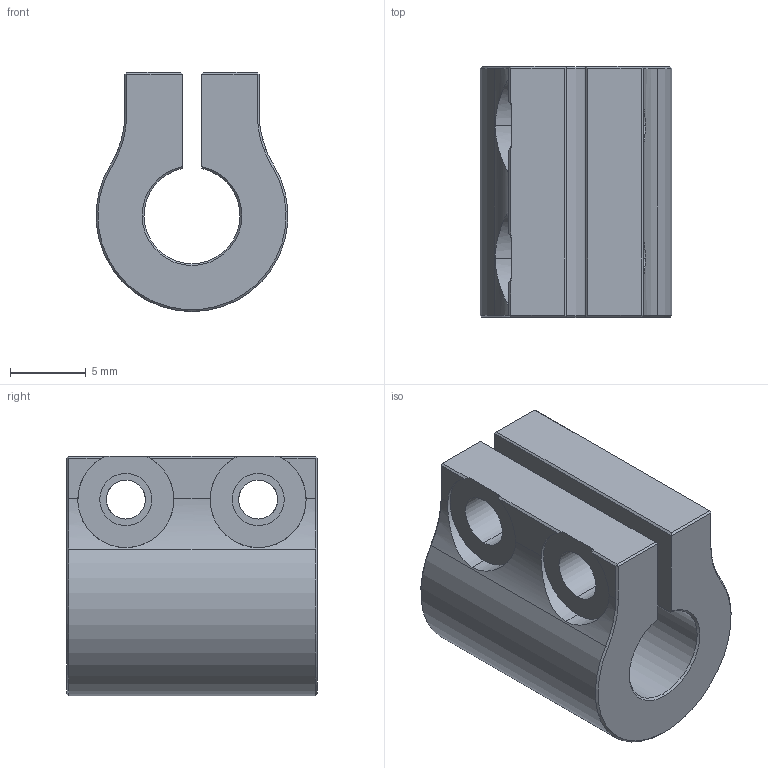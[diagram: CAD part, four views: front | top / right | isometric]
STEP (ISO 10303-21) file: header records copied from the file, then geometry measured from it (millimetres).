
FILE_DESCRIPTION (( 'STEP AP203' ), '1' );
FILE_NAME ('CSC-250-250.STEP', '2014-07-24T13:21:14', ( 'Kyle' ), ( 'Microsoft' ), 'SwSTEP 2.0', 'SolidWorks 2014', '' );
FILE_SCHEMA (( 'CONFIG_CONTROL_DESIGN' ));
Length unit declared in the file: inch
Products named in the file (1): CSC-250-250
Bounding box: 12.67 x 16.57 x 15.82 mm (x, y, z)
Volume: 1869.9 mm3; surface area: 1625.6 mm2
Topology: 1 solids, 1 shells, 57 faces, 146 edges, 89 vertices
Faces by surface type: plane 30, cylinder 17, cone 10
Entity records: 1900 total; most frequent: CARTESIAN_POINT 429, ORIENTED_EDGE 292, DIRECTION 291, EDGE_CURVE 146, AXIS2_PLACEMENT_3D 103, VERTEX_POINT 89, LINE 85, VECTOR 85
